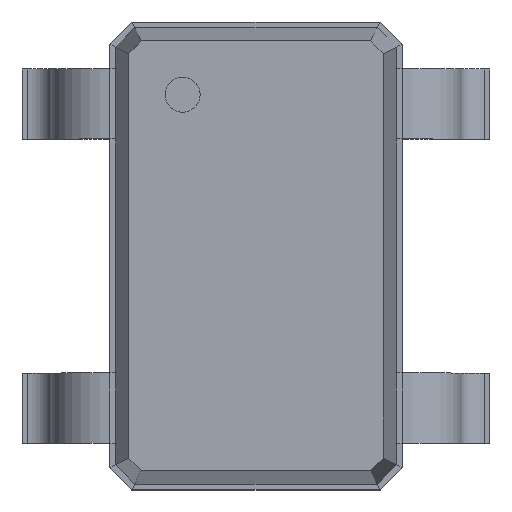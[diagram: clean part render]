
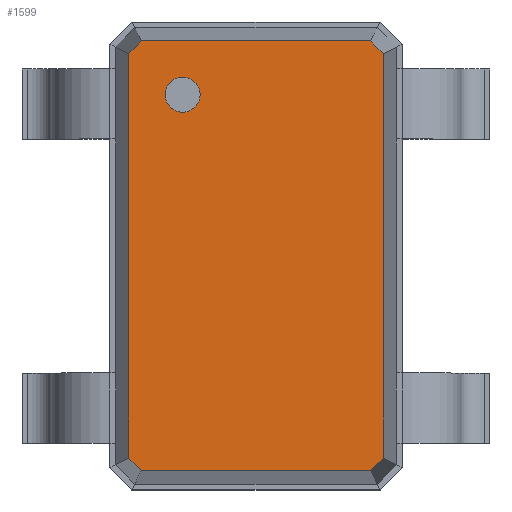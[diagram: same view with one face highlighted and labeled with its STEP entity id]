
A CAD part, top view. The second image highlights one B-rep face of the part: STEP entity #1599.
In plain terms, the highlighted planar face has unit normal (0, 0, 1).
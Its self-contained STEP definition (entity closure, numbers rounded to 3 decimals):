
#1162 = VERTEX_POINT('',#1163);
#1163 = CARTESIAN_POINT('',(0.544,-0.864,1.05));
#1168 = EDGE_CURVE('',#1169,#1162,#1171,.T.);
#1169 = VERTEX_POINT('',#1170);
#1170 = CARTESIAN_POINT('',(0.544,0.864,1.05));
#1171 = LINE('',#1172,#1173);
#1172 = CARTESIAN_POINT('',(0.544,0.864,1.05));
#1173 = VECTOR('',#1174,1.);
#1174 = DIRECTION('',(0.,-1.,0.));
#1559 = EDGE_CURVE('',#1560,#1169,#1562,.T.);
#1560 = VERTEX_POINT('',#1561);
#1561 = CARTESIAN_POINT('',(0.489,0.919,1.05));
#1562 = LINE('',#1563,#1564);
#1563 = CARTESIAN_POINT('',(0.489,0.919,1.05));
#1564 = VECTOR('',#1565,1.);
#1565 = DIRECTION('',(0.707,-0.707,0.));
#1599 = ADVANCED_FACE('',(#1600,#1650),#1661,.T.);
#1600 = FACE_BOUND('',#1601,.T.);
#1601 = EDGE_LOOP('',(#1602,#1610,#1618,#1626,#1634,#1642,#1648,#1649));
#1602 = ORIENTED_EDGE('',*,*,#1603,.F.);
#1603 = EDGE_CURVE('',#1604,#1560,#1606,.T.);
#1604 = VERTEX_POINT('',#1605);
#1605 = CARTESIAN_POINT('',(-0.489,0.919,1.05));
#1606 = LINE('',#1607,#1608);
#1607 = CARTESIAN_POINT('',(-0.489,0.919,1.05));
#1608 = VECTOR('',#1609,1.);
#1609 = DIRECTION('',(1.,0.,0.));
#1610 = ORIENTED_EDGE('',*,*,#1611,.F.);
#1611 = EDGE_CURVE('',#1612,#1604,#1614,.T.);
#1612 = VERTEX_POINT('',#1613);
#1613 = CARTESIAN_POINT('',(-0.544,0.864,1.05));
#1614 = LINE('',#1615,#1616);
#1615 = CARTESIAN_POINT('',(-0.544,0.864,1.05));
#1616 = VECTOR('',#1617,1.);
#1617 = DIRECTION('',(0.707,0.707,0.));
#1618 = ORIENTED_EDGE('',*,*,#1619,.F.);
#1619 = EDGE_CURVE('',#1620,#1612,#1622,.T.);
#1620 = VERTEX_POINT('',#1621);
#1621 = CARTESIAN_POINT('',(-0.544,-0.864,1.05));
#1622 = LINE('',#1623,#1624);
#1623 = CARTESIAN_POINT('',(-0.544,-0.864,1.05));
#1624 = VECTOR('',#1625,1.);
#1625 = DIRECTION('',(0.,1.,0.));
#1626 = ORIENTED_EDGE('',*,*,#1627,.F.);
#1627 = EDGE_CURVE('',#1628,#1620,#1630,.T.);
#1628 = VERTEX_POINT('',#1629);
#1629 = CARTESIAN_POINT('',(-0.489,-0.919,1.05));
#1630 = LINE('',#1631,#1632);
#1631 = CARTESIAN_POINT('',(-0.489,-0.919,1.05));
#1632 = VECTOR('',#1633,1.);
#1633 = DIRECTION('',(-0.707,0.707,0.));
#1634 = ORIENTED_EDGE('',*,*,#1635,.F.);
#1635 = EDGE_CURVE('',#1636,#1628,#1638,.T.);
#1636 = VERTEX_POINT('',#1637);
#1637 = CARTESIAN_POINT('',(0.489,-0.919,1.05));
#1638 = LINE('',#1639,#1640);
#1639 = CARTESIAN_POINT('',(0.489,-0.919,1.05));
#1640 = VECTOR('',#1641,1.);
#1641 = DIRECTION('',(-1.,0.,0.));
#1642 = ORIENTED_EDGE('',*,*,#1643,.F.);
#1643 = EDGE_CURVE('',#1162,#1636,#1644,.T.);
#1644 = LINE('',#1645,#1646);
#1645 = CARTESIAN_POINT('',(0.544,-0.864,1.05));
#1646 = VECTOR('',#1647,1.);
#1647 = DIRECTION('',(-0.707,-0.707,0.));
#1648 = ORIENTED_EDGE('',*,*,#1168,.F.);
#1649 = ORIENTED_EDGE('',*,*,#1559,.F.);
#1650 = FACE_BOUND('',#1651,.T.);
#1651 = EDGE_LOOP('',(#1652));
#1652 = ORIENTED_EDGE('',*,*,#1653,.F.);
#1653 = EDGE_CURVE('',#1654,#1654,#1656,.T.);
#1654 = VERTEX_POINT('',#1655);
#1655 = CARTESIAN_POINT('',(-0.314,0.614,1.05));
#1656 = CIRCLE('',#1657,0.075);
#1657 = AXIS2_PLACEMENT_3D('',#1658,#1659,#1660);
#1658 = CARTESIAN_POINT('',(-0.314,0.689,1.05));
#1659 = DIRECTION('',(0.,0.,1.));
#1660 = DIRECTION('',(0.,-1.,0.));
#1661 = PLANE('',#1662);
#1662 = AXIS2_PLACEMENT_3D('',#1663,#1664,#1665);
#1663 = CARTESIAN_POINT('',(-0.489,0.919,1.05));
#1664 = DIRECTION('',(0.,0.,1.));
#1665 = DIRECTION('',(0.47,-0.883,0.));
